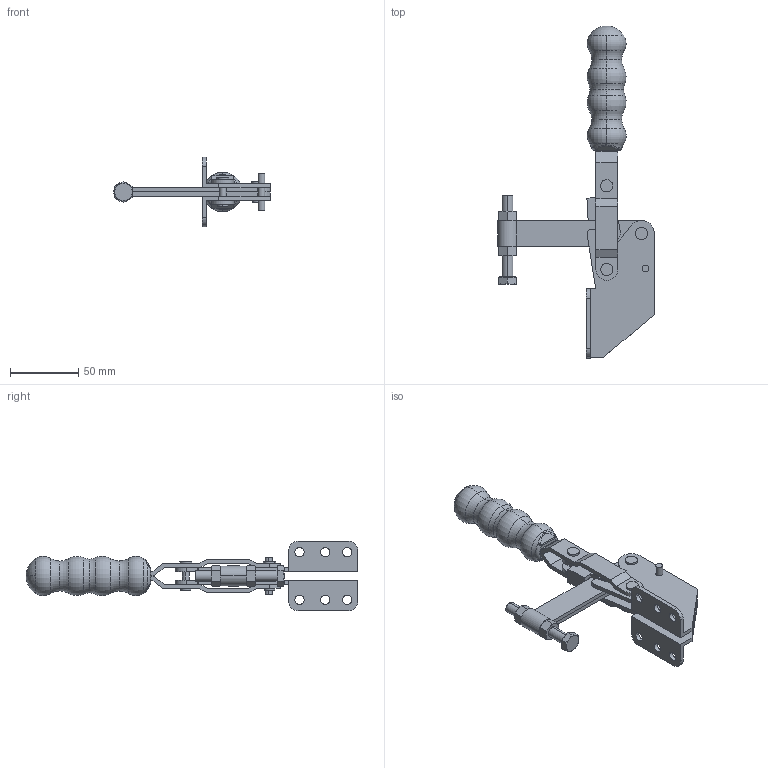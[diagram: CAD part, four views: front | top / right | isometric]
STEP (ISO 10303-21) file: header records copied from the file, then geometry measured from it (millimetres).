
FILE_DESCRIPTION (( 'STEP AP214' ), '1' );
FILE_NAME ('GH-13003-C(Â²¤Æ)-1.STEP', '2020-03-27T07:43:07', ( 'LinWei' ), ( '' ), 'SwSTEP 2.0', 'SolidWorks 2016', '' );
FILE_SCHEMA (( 'AUTOMOTIVE_DESIGN' ));
Length unit declared in the file: millimetre
Products named in the file (6): Group1^GH-13003-C(簡化)-1; Group2^GH-13003-C(簡化)-1; Group6^GH-13003-C(簡化)-1; 零件11^GH-13003-C(簡化)-1; Group3^GH-13003-C(簡化)-1; GH-13003-C(簡化)-1
Assembly tree (5 placements, depth 2):
  GH-13003-C(簡化)-1
    Group3^GH-13003-C(簡化)-1
    零件11^GH-13003-C(簡化)-1
    Group6^GH-13003-C(簡化)-1
    Group2^GH-13003-C(簡化)-1
    Group1^GH-13003-C(簡化)-1
Bounding box: 115.25 x 244 x 51 mm (x, y, z)
Volume: 109545.9 mm3; surface area: 51853 mm2
Topology: 5 solids, 5 shells, 302 faces, 735 edges, 458 vertices
Faces by surface type: plane 126, cylinder 108, cone 34, torus 26, bspline 6, sphere 2
Entity records: 10802 total; most frequent: CARTESIAN_POINT 2419, DIRECTION 1583, ORIENTED_EDGE 1470, EDGE_CURVE 735, AXIS2_PLACEMENT_3D 614, VERTEX_POINT 458, LINE 355, VECTOR 355
